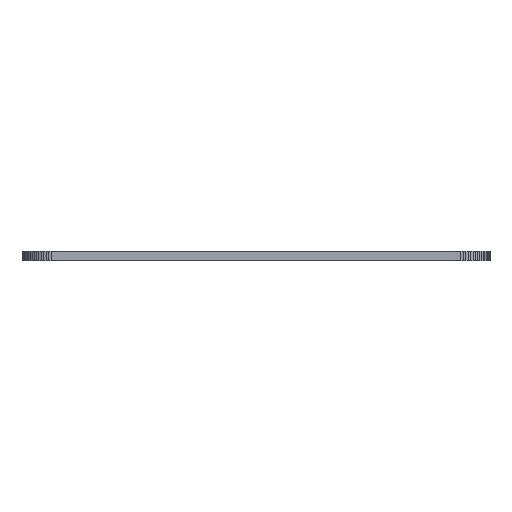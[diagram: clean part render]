
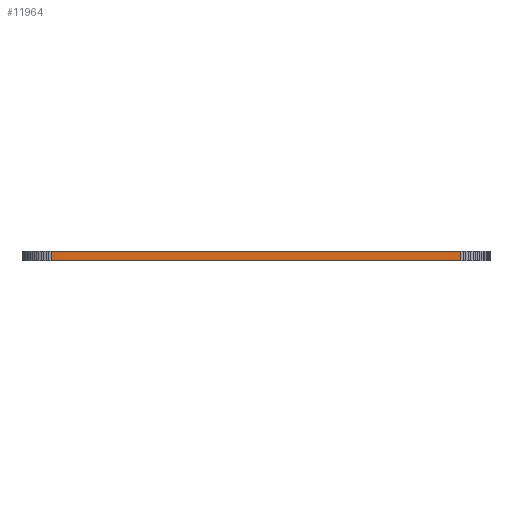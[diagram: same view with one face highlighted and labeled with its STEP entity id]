
A CAD part, front view. The second image highlights one B-rep face of the part: STEP entity #11964.
In plain terms, the highlighted planar face has unit normal (0, -1, 0).
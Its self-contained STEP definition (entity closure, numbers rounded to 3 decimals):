
#83 = PLANE('',#84);
#84 = AXIS2_PLACEMENT_3D('',#85,#86,#87);
#85 = CARTESIAN_POINT('',(144.607,-91.282,1.6));
#86 = DIRECTION('',(-0.,-0.,-1.));
#87 = DIRECTION('',(-1.,0.,0.));
#137 = PLANE('',#138);
#138 = AXIS2_PLACEMENT_3D('',#139,#140,#141);
#139 = CARTESIAN_POINT('',(144.607,-91.282,0.));
#140 = DIRECTION('',(-0.,-0.,-1.));
#141 = DIRECTION('',(-1.,0.,0.));
#1226 = VERTEX_POINT('',#1227);
#1227 = CARTESIAN_POINT('',(180.167,-155.734,0.));
#1241 = PLANE('',#1242);
#1242 = AXIS2_PLACEMENT_3D('',#1243,#1244,#1245);
#1243 = CARTESIAN_POINT('',(180.61,-155.715,0.));
#1244 = DIRECTION('',(0.044,-0.999,0.));
#1245 = DIRECTION('',(-0.999,-0.044,0.));
#1253 = EDGE_CURVE('',#1226,#1254,#1256,.T.);
#1254 = VERTEX_POINT('',#1255);
#1255 = CARTESIAN_POINT('',(109.047,-155.734,0.));
#1256 = SURFACE_CURVE('',#1257,(#1261,#1268),.PCURVE_S1.);
#1257 = LINE('',#1258,#1259);
#1258 = CARTESIAN_POINT('',(180.167,-155.734,0.));
#1259 = VECTOR('',#1260,1.);
#1260 = DIRECTION('',(-1.,0.,0.));
#1261 = PCURVE('',#137,#1262);
#1262 = DEFINITIONAL_REPRESENTATION('',(#1263),#1267);
#1263 = LINE('',#1264,#1265);
#1264 = CARTESIAN_POINT('',(-35.56,-64.453));
#1265 = VECTOR('',#1266,1.);
#1266 = DIRECTION('',(1.,0.));
#1267 = ( GEOMETRIC_REPRESENTATION_CONTEXT(2) 
PARAMETRIC_REPRESENTATION_CONTEXT() REPRESENTATION_CONTEXT('2D SPACE',''
  ) );
#1268 = PCURVE('',#1269,#1274);
#1269 = PLANE('',#1270);
#1270 = AXIS2_PLACEMENT_3D('',#1271,#1272,#1273);
#1271 = CARTESIAN_POINT('',(180.167,-155.734,0.));
#1272 = DIRECTION('',(0.,-1.,0.));
#1273 = DIRECTION('',(-1.,0.,0.));
#1274 = DEFINITIONAL_REPRESENTATION('',(#1275),#1279);
#1275 = LINE('',#1276,#1277);
#1276 = CARTESIAN_POINT('',(0.,-0.));
#1277 = VECTOR('',#1278,1.);
#1278 = DIRECTION('',(1.,0.));
#1279 = ( GEOMETRIC_REPRESENTATION_CONTEXT(2) 
PARAMETRIC_REPRESENTATION_CONTEXT() REPRESENTATION_CONTEXT('2D SPACE',''
  ) );
#1297 = PLANE('',#1298);
#1298 = AXIS2_PLACEMENT_3D('',#1299,#1300,#1301);
#1299 = CARTESIAN_POINT('',(109.047,-155.734,0.));
#1300 = DIRECTION('',(-0.044,-0.999,0.));
#1301 = DIRECTION('',(-0.999,0.044,0.));
#6434 = VERTEX_POINT('',#6435);
#6435 = CARTESIAN_POINT('',(180.167,-155.734,1.6));
#6456 = EDGE_CURVE('',#6434,#6457,#6459,.T.);
#6457 = VERTEX_POINT('',#6458);
#6458 = CARTESIAN_POINT('',(109.047,-155.734,1.6));
#6459 = SURFACE_CURVE('',#6460,(#6464,#6471),.PCURVE_S1.);
#6460 = LINE('',#6461,#6462);
#6461 = CARTESIAN_POINT('',(180.167,-155.734,1.6));
#6462 = VECTOR('',#6463,1.);
#6463 = DIRECTION('',(-1.,0.,0.));
#6464 = PCURVE('',#83,#6465);
#6465 = DEFINITIONAL_REPRESENTATION('',(#6466),#6470);
#6466 = LINE('',#6467,#6468);
#6467 = CARTESIAN_POINT('',(-35.56,-64.453));
#6468 = VECTOR('',#6469,1.);
#6469 = DIRECTION('',(1.,0.));
#6470 = ( GEOMETRIC_REPRESENTATION_CONTEXT(2) 
PARAMETRIC_REPRESENTATION_CONTEXT() REPRESENTATION_CONTEXT('2D SPACE',''
  ) );
#6471 = PCURVE('',#1269,#6472);
#6472 = DEFINITIONAL_REPRESENTATION('',(#6473),#6477);
#6473 = LINE('',#6474,#6475);
#6474 = CARTESIAN_POINT('',(0.,-1.6));
#6475 = VECTOR('',#6476,1.);
#6476 = DIRECTION('',(1.,0.));
#6477 = ( GEOMETRIC_REPRESENTATION_CONTEXT(2) 
PARAMETRIC_REPRESENTATION_CONTEXT() REPRESENTATION_CONTEXT('2D SPACE',''
  ) );
#11916 = EDGE_CURVE('',#1226,#6434,#11917,.T.);
#11917 = SURFACE_CURVE('',#11918,(#11922,#11929),.PCURVE_S1.);
#11918 = LINE('',#11919,#11920);
#11919 = CARTESIAN_POINT('',(180.167,-155.734,0.));
#11920 = VECTOR('',#11921,1.);
#11921 = DIRECTION('',(0.,0.,1.));
#11922 = PCURVE('',#1241,#11923);
#11923 = DEFINITIONAL_REPRESENTATION('',(#11924),#11928);
#11924 = LINE('',#11925,#11926);
#11925 = CARTESIAN_POINT('',(0.443,0.));
#11926 = VECTOR('',#11927,1.);
#11927 = DIRECTION('',(0.,-1.));
#11928 = ( GEOMETRIC_REPRESENTATION_CONTEXT(2) 
PARAMETRIC_REPRESENTATION_CONTEXT() REPRESENTATION_CONTEXT('2D SPACE',''
  ) );
#11929 = PCURVE('',#1269,#11930);
#11930 = DEFINITIONAL_REPRESENTATION('',(#11931),#11935);
#11931 = LINE('',#11932,#11933);
#11932 = CARTESIAN_POINT('',(0.,-0.));
#11933 = VECTOR('',#11934,1.);
#11934 = DIRECTION('',(0.,-1.));
#11935 = ( GEOMETRIC_REPRESENTATION_CONTEXT(2) 
PARAMETRIC_REPRESENTATION_CONTEXT() REPRESENTATION_CONTEXT('2D SPACE',''
  ) );
#11964 = ADVANCED_FACE('',(#11965),#1269,.T.);
#11965 = FACE_BOUND('',#11966,.T.);
#11966 = EDGE_LOOP('',(#11967,#11968,#11969,#11990));
#11967 = ORIENTED_EDGE('',*,*,#11916,.T.);
#11968 = ORIENTED_EDGE('',*,*,#6456,.T.);
#11969 = ORIENTED_EDGE('',*,*,#11970,.F.);
#11970 = EDGE_CURVE('',#1254,#6457,#11971,.T.);
#11971 = SURFACE_CURVE('',#11972,(#11976,#11983),.PCURVE_S1.);
#11972 = LINE('',#11973,#11974);
#11973 = CARTESIAN_POINT('',(109.047,-155.734,0.));
#11974 = VECTOR('',#11975,1.);
#11975 = DIRECTION('',(0.,0.,1.));
#11976 = PCURVE('',#1269,#11977);
#11977 = DEFINITIONAL_REPRESENTATION('',(#11978),#11982);
#11978 = LINE('',#11979,#11980);
#11979 = CARTESIAN_POINT('',(71.12,0.));
#11980 = VECTOR('',#11981,1.);
#11981 = DIRECTION('',(0.,-1.));
#11982 = ( GEOMETRIC_REPRESENTATION_CONTEXT(2) 
PARAMETRIC_REPRESENTATION_CONTEXT() REPRESENTATION_CONTEXT('2D SPACE',''
  ) );
#11983 = PCURVE('',#1297,#11984);
#11984 = DEFINITIONAL_REPRESENTATION('',(#11985),#11989);
#11985 = LINE('',#11986,#11987);
#11986 = CARTESIAN_POINT('',(0.,0.));
#11987 = VECTOR('',#11988,1.);
#11988 = DIRECTION('',(0.,-1.));
#11989 = ( GEOMETRIC_REPRESENTATION_CONTEXT(2) 
PARAMETRIC_REPRESENTATION_CONTEXT() REPRESENTATION_CONTEXT('2D SPACE',''
  ) );
#11990 = ORIENTED_EDGE('',*,*,#1253,.F.);
